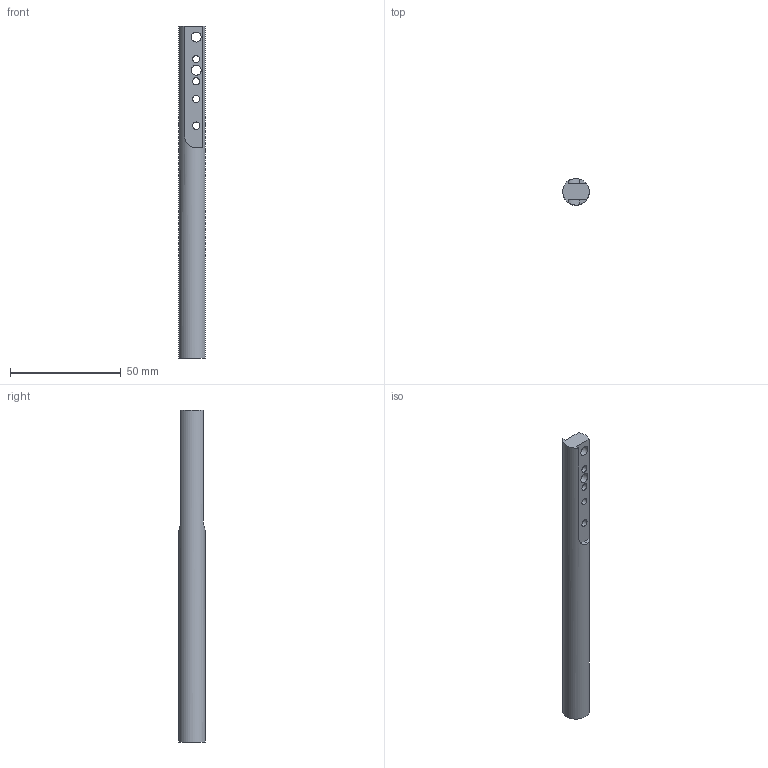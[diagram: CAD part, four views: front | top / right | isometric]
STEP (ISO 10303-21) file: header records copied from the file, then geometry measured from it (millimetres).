
FILE_DESCRIPTION(/* description */ ('DISO T xxx'),/* implementation_level */ '2;1');
FILE_NAME(/* name */ 'SH-U1-12-150-V.stp',/* time_stamp */ '2015-10-13T08:43:43+02:00',/* author */ ('lck'),/* organization */ ('di-soric GmbH & Co. KG'),/* preprocessor_version */ 'ST-DEVELOPER v16.1',/* originating_system */ 'Autodesk Inventor 2016',/* authorisation */ '');
FILE_SCHEMA (('AUTOMOTIVE_DESIGN { 1 0 10303 214 3 1 1 }'));
Length unit declared in the file: millimetre
Products named in the file (1): SH-U1-12-150-V
Bounding box: 12 x 12 x 150 mm (x, y, z)
Volume: 14799.3 mm3; surface area: 6286.6 mm2
Topology: 1 solids, 1 shells, 17 faces, 51 edges, 36 vertices
Faces by surface type: cylinder 9, plane 8
Full cylindrical faces by diameter (mm): 3.242 x3, 3.3 x1, 4.5 x2, 12 x1
Entity records: 560 total; most frequent: CARTESIAN_POINT 106, DIRECTION 90, ORIENTED_EDGE 74, EDGE_CURVE 37, AXIS2_PLACEMENT_3D 37, EDGE_LOOP 36, VERTEX_POINT 29, FACE_BOUND 19
